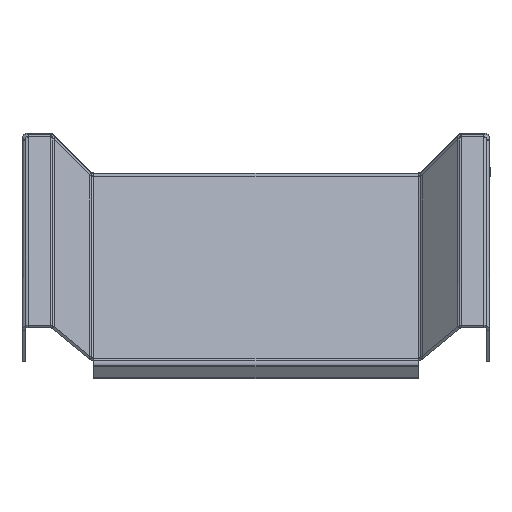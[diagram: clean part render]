
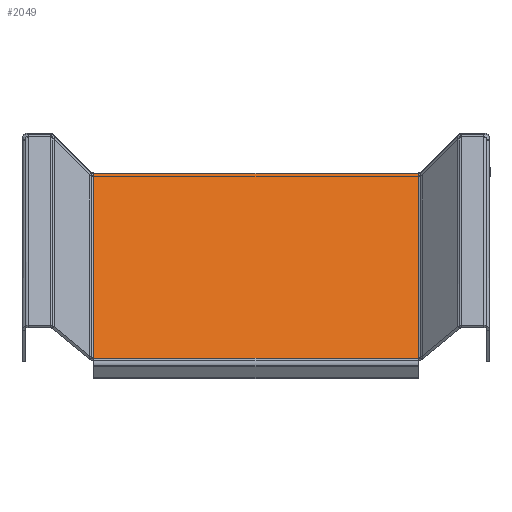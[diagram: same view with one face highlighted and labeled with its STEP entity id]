
A CAD part, left-side view. The second image highlights one B-rep face of the part: STEP entity #2049.
In plain terms, the highlighted planar face has unit normal (-0.559, 0, 0.829).
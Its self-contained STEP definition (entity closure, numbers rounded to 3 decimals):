
#413=CARTESIAN_POINT('',(-267.799,2.485,-177.014));
#414=VERTEX_POINT('',#413);
#415=CARTESIAN_POINT('',(-2.111,2.485,2.195));
#416=VERTEX_POINT('',#415);
#417=CARTESIAN_POINT('',(-267.799,2.485,-177.014));
#418=DIRECTION('',(0.829,0.,0.559));
#419=VECTOR('',#418,320.477);
#420=LINE('',#417,#419);
#421=EDGE_CURVE('',#414,#416,#420,.T.);
#1043=CARTESIAN_POINT('',(-2.111,317.515,2.195));
#1044=VERTEX_POINT('',#1043);
#1045=CARTESIAN_POINT('',(-267.799,317.515,-177.014));
#1046=VERTEX_POINT('',#1045);
#1047=CARTESIAN_POINT('',(-2.111,317.515,2.195));
#1048=DIRECTION('',(-0.829,0.0,-0.559));
#1049=VECTOR('',#1048,320.477);
#1050=LINE('',#1047,#1049);
#1051=EDGE_CURVE('',#1044,#1046,#1050,.T.);
#1253=CARTESIAN_POINT('',(-267.799,2.485,-177.014));
#1254=DIRECTION('',(0.0,1.0,0.0));
#1255=VECTOR('',#1254,315.029);
#1256=LINE('',#1253,#1255);
#1257=EDGE_CURVE('',#414,#1046,#1256,.T.);
#1427=CARTESIAN_POINT('',(-2.111,317.515,2.195));
#1428=DIRECTION('',(0.0,-1.0,0.0));
#1429=VECTOR('',#1428,315.029);
#1430=LINE('',#1427,#1429);
#1431=EDGE_CURVE('',#1044,#416,#1430,.T.);
#2038=CARTESIAN_POINT('',(-135.153,160.0,-87.543));
#2039=DIRECTION('',(-0.559,0.,0.829));
#2040=DIRECTION('',(0.829,0.0,0.559));
#2041=AXIS2_PLACEMENT_3D('',#2038,#2039,#2040);
#2042=PLANE('',#2041);
#2043=ORIENTED_EDGE('',*,*,#421,.T.);
#2044=ORIENTED_EDGE('',*,*,#1431,.F.);
#2045=ORIENTED_EDGE('',*,*,#1051,.T.);
#2046=ORIENTED_EDGE('',*,*,#1257,.F.);
#2047=EDGE_LOOP('',(#2043,#2044,#2045,#2046));
#2048=FACE_OUTER_BOUND('',#2047,.T.);
#2049=ADVANCED_FACE('',(#2048),#2042,.T.);
